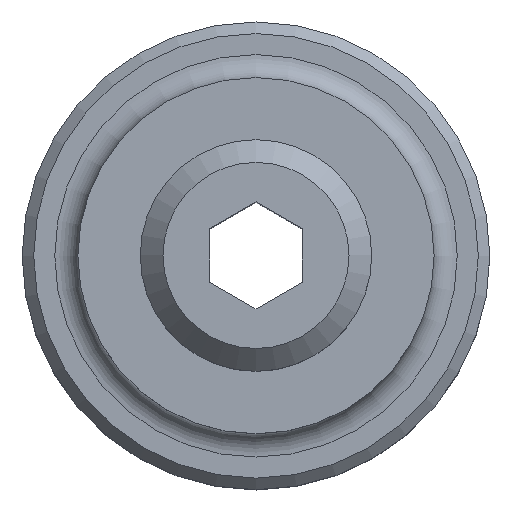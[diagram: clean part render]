
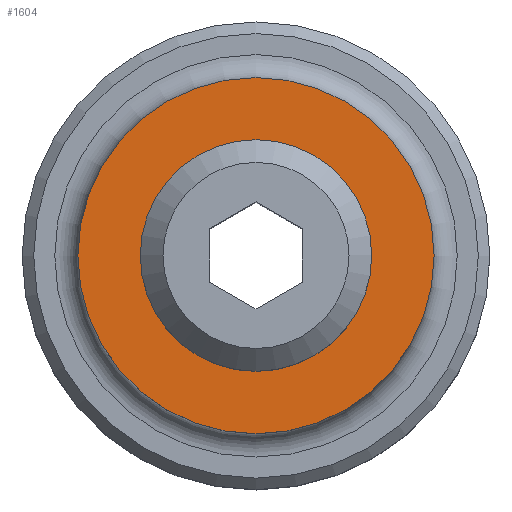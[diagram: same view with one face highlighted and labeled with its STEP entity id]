
A CAD part, top view. The second image highlights one B-rep face of the part: STEP entity #1604.
In plain terms, the highlighted planar face has unit normal (0, 0, 1).
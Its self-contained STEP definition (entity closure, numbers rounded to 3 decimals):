
#57=PLANE('',#1740);
#416=ORIENTED_EDGE('',*,*,#682,.F.);
#417=ORIENTED_EDGE('',*,*,#681,.T.);
#681=EDGE_CURVE('',#810,#810,#885,.T.);
#682=EDGE_CURVE('',#811,#811,#886,.T.);
#810=VERTEX_POINT('',#2428);
#811=VERTEX_POINT('',#2431);
#885=CIRCLE('',#1739,3.846);
#886=CIRCLE('',#1741,2.01);
#952=EDGE_LOOP('',(#416));
#953=EDGE_LOOP('',(#417));
#1048=FACE_BOUND('',#952,.T.);
#1049=FACE_BOUND('',#953,.T.);
#1604=ADVANCED_FACE('',(#1048,#1049),#57,.F.);
#1739=AXIS2_PLACEMENT_3D('',#2427,#2031,#2032);
#1740=AXIS2_PLACEMENT_3D('',#2429,#2033,#2034);
#1741=AXIS2_PLACEMENT_3D('',#2430,#2035,#2036);
#2031=DIRECTION('',(0.,0.,1.));
#2032=DIRECTION('',(0.,-1.,0.));
#2033=DIRECTION('',(0.,0.,-1.));
#2034=DIRECTION('',(0.,1.,0.));
#2035=DIRECTION('',(0.,0.,1.));
#2036=DIRECTION('',(0.,-1.,0.));
#2427=CARTESIAN_POINT('',(0.,0.,5.589));
#2428=CARTESIAN_POINT('',(0.,-3.846,5.589));
#2429=CARTESIAN_POINT('',(0.,-3.846,5.589));
#2430=CARTESIAN_POINT('',(0.,0.,5.589));
#2431=CARTESIAN_POINT('',(0.,-2.01,5.589));
